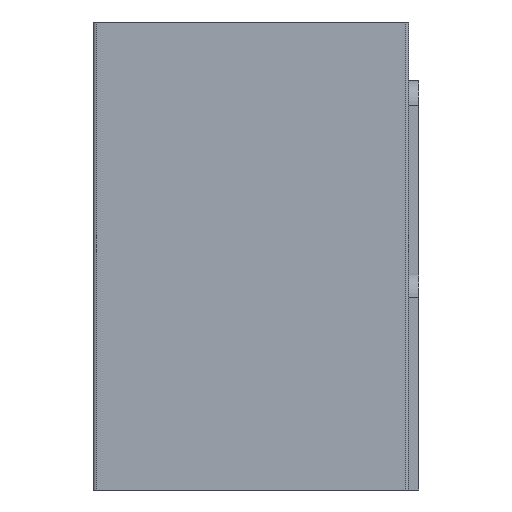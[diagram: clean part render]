
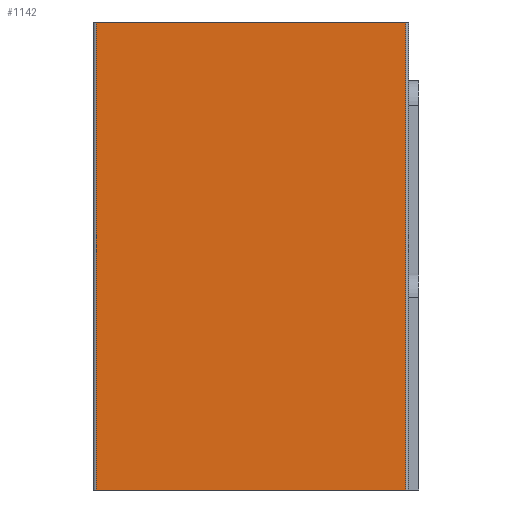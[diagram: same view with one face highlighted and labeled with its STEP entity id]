
A CAD part, left-side view. The second image highlights one B-rep face of the part: STEP entity #1142.
In plain terms, the highlighted planar face has unit normal (-1, 0, 0).
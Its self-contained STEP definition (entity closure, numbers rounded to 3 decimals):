
#49=FACE_OUTER_BOUND('',#111,.T.);
#111=EDGE_LOOP('',(#834,#835,#836,#837));
#244=LINE('',#1770,#388);
#245=LINE('',#1772,#389);
#246=LINE('',#1774,#390);
#247=LINE('',#1775,#391);
#388=VECTOR('',#1423,1000.);
#389=VECTOR('',#1424,1000.);
#390=VECTOR('',#1425,1000.);
#391=VECTOR('',#1426,1000.);
#532=VERTEX_POINT('',#1768);
#533=VERTEX_POINT('',#1769);
#534=VERTEX_POINT('',#1771);
#535=VERTEX_POINT('',#1773);
#654=EDGE_CURVE('',#532,#533,#244,.T.);
#655=EDGE_CURVE('',#532,#534,#245,.T.);
#656=EDGE_CURVE('',#534,#535,#246,.T.);
#657=EDGE_CURVE('',#535,#533,#247,.T.);
#834=ORIENTED_EDGE('',*,*,#654,.F.);
#835=ORIENTED_EDGE('',*,*,#655,.T.);
#836=ORIENTED_EDGE('',*,*,#656,.T.);
#837=ORIENTED_EDGE('',*,*,#657,.T.);
#1088=PLANE('',#1232);
#1142=ADVANCED_FACE('',(#49),#1088,.F.);
#1232=AXIS2_PLACEMENT_3D('',#1767,#1421,#1422);
#1421=DIRECTION('center_axis',(1.,0.,0.));
#1422=DIRECTION('ref_axis',(0.,1.,0.));
#1423=DIRECTION('',(0.,-1.,0.));
#1424=DIRECTION('',(0.,0.,-1.));
#1425=DIRECTION('',(0.,-1.,0.));
#1426=DIRECTION('',(0.,0.,1.));
#1767=CARTESIAN_POINT('Origin',(-6.05,5.425,16.1));
#1768=CARTESIAN_POINT('',(-6.05,5.325,16.1));
#1769=CARTESIAN_POINT('',(-6.05,-5.325,16.1));
#1770=CARTESIAN_POINT('',(-6.05,5.425,16.1));
#1771=CARTESIAN_POINT('',(-6.05,5.325,0.));
#1772=CARTESIAN_POINT('',(-6.05,5.325,16.1));
#1773=CARTESIAN_POINT('',(-6.05,-5.325,0.));
#1774=CARTESIAN_POINT('',(-6.05,5.425,0.));
#1775=CARTESIAN_POINT('',(-6.05,-5.325,16.1));
